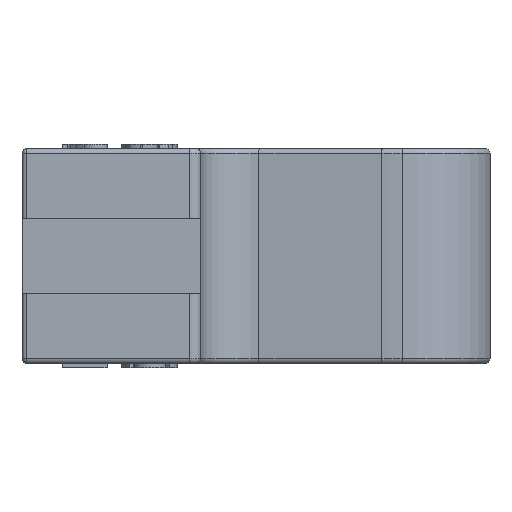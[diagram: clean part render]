
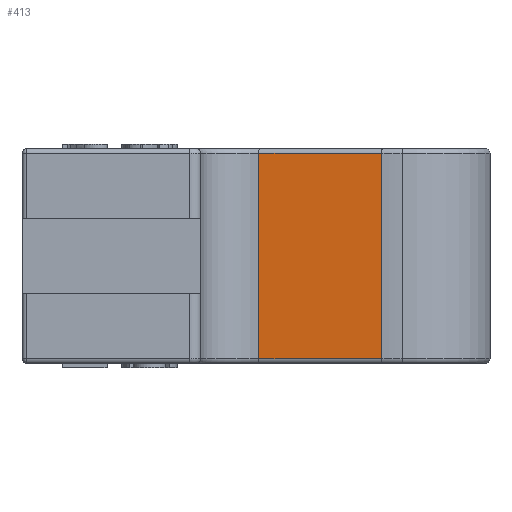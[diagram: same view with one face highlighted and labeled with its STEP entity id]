
A CAD part, front view. The second image highlights one B-rep face of the part: STEP entity #413.
In plain terms, the highlighted planar face has unit normal (-0.087, -0.996, 0).
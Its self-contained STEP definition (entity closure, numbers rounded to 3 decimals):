
#198=PLANE('',#6937);
#413=ADVANCED_FACE('',(#919),#198,.F.);
#919=FACE_OUTER_BOUND('',#1323,.T.);
#1323=EDGE_LOOP('',(#3149,#3150,#3151,#3152));
#2087=LINE('',#9949,#2485);
#2088=LINE('',#9955,#2486);
#2089=LINE('',#9958,#2487);
#2090=LINE('',#9959,#2488);
#2485=VECTOR('',#7750,1.);
#2486=VECTOR('',#7757,1.);
#2487=VECTOR('',#7758,1.);
#2488=VECTOR('',#7759,1.);
#3149=ORIENTED_EDGE('',*,*,#5702,.T.);
#3150=ORIENTED_EDGE('',*,*,#5703,.T.);
#3151=ORIENTED_EDGE('',*,*,#5699,.T.);
#3152=ORIENTED_EDGE('',*,*,#5704,.T.);
#5051=VERTEX_POINT('',#9950);
#5052=VERTEX_POINT('',#9951);
#5053=VERTEX_POINT('',#9956);
#5054=VERTEX_POINT('',#9957);
#5699=EDGE_CURVE('',#5051,#5052,#2087,.T.);
#5702=EDGE_CURVE('',#5053,#5054,#2088,.T.);
#5703=EDGE_CURVE('',#5054,#5051,#2089,.T.);
#5704=EDGE_CURVE('',#5052,#5053,#2090,.T.);
#6937=AXIS2_PLACEMENT_3D('',#9960,#7760,#7761);
#7750=DIRECTION('',(0.,0.,-1.));
#7757=DIRECTION('',(0.,0.,1.));
#7758=DIRECTION('',(-0.996,0.087,0.));
#7759=DIRECTION('',(0.996,-0.087,0.));
#7760=DIRECTION('',(0.087,0.996,0.));
#7761=DIRECTION('',(-0.996,0.087,0.));
#9949=CARTESIAN_POINT('',(-9.921,488.384,15.98));
#9950=CARTESIAN_POINT('',(-9.921,488.384,15.73));
#9951=CARTESIAN_POINT('',(-9.921,488.384,4.23));
#9955=CARTESIAN_POINT('',(-3.041,487.782,-8.02));
#9956=CARTESIAN_POINT('',(-3.041,487.782,4.23));
#9957=CARTESIAN_POINT('',(-3.041,487.782,15.73));
#9958=CARTESIAN_POINT('',(-3.041,487.782,15.73));
#9959=CARTESIAN_POINT('',(-3.041,487.782,4.23));
#9960=CARTESIAN_POINT('',(-3.041,487.782,-37.02));
